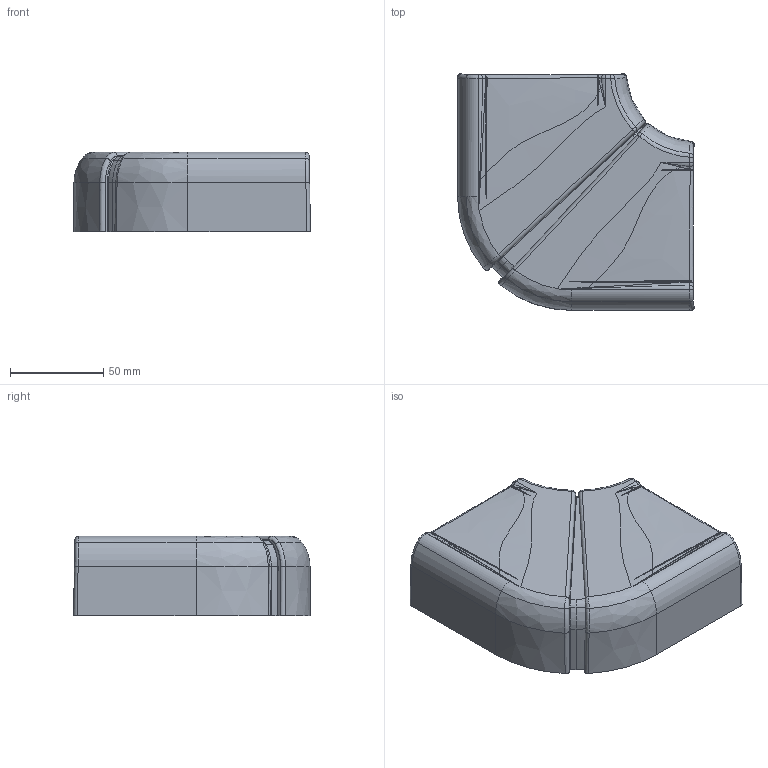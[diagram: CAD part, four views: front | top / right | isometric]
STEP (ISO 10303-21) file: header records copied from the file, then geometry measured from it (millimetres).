
FILE_DESCRIPTION (( 'STEP AP214' ), '1' );
FILE_NAME ('CKK-40D-P-080-040-K01 Ïëîñêèé èçìåíÿåìûé óãîë äëÿ Ê.Ê. Ïðàéìåð 80õ40.STEP', '2016-07-18T07:22:36', ( '' ), ( '' ), 'SwSTEP 2.0', 'SolidWorks 2014', '' );
FILE_SCHEMA (( 'AUTOMOTIVE_DESIGN' ));
Length unit declared in the file: millimetre
Products named in the file (1): CKK-40D-P-080-040-K01 Ïëîñêèé èçìåíÿåìûé óãîë äëÿ Ê.Ê. Ïðàéìåð 80õ40
Bounding box: 126.84 x 126.84 x 42.5 mm (x, y, z)
Volume: 50469.8 mm3; surface area: 52445.8 mm2
Topology: 2 solids, 2 shells, 356 faces, 938 edges, 584 vertices
Faces by surface type: bspline 208, plane 106, cylinder 34, cone 8
Entity records: 26974 total; most frequent: CARTESIAN_POINT 20089, ORIENTED_EDGE 1868, EDGE_CURVE 934, DIRECTION 656, B_SPLINE_CURVE_WITH_KNOTS 608, VERTEX_POINT 584, EDGE_LOOP 358, FACE_OUTER_BOUND 356
